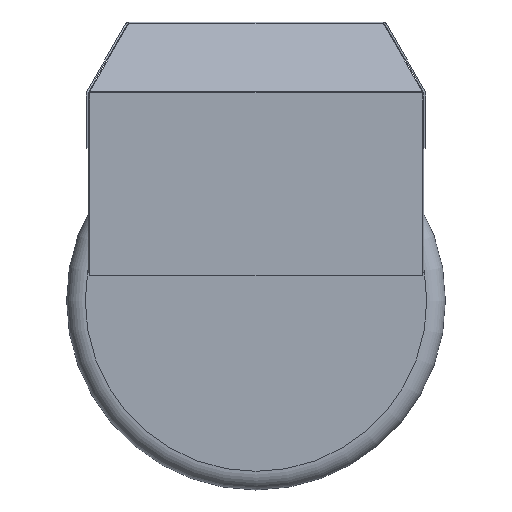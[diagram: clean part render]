
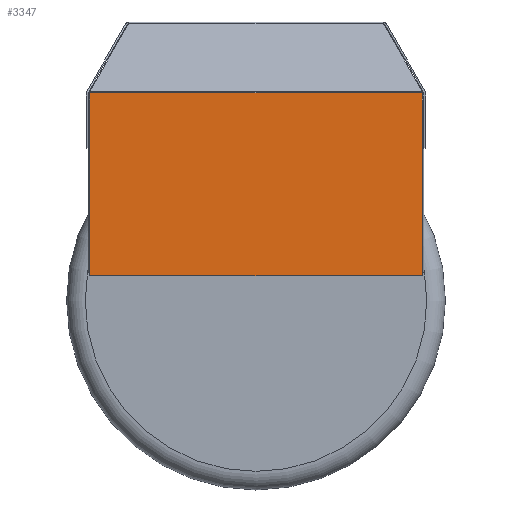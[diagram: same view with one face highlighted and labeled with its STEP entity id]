
A CAD part, front view. The second image highlights one B-rep face of the part: STEP entity #3347.
In plain terms, the highlighted planar face has unit normal (0, -1, 0).
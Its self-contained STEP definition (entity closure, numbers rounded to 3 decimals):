
#201=PLANE('',#3665);
#518=LINE('',#5704,#879);
#519=LINE('',#5706,#880);
#520=LINE('',#5708,#881);
#521=LINE('',#5709,#882);
#879=VECTOR('',#4466,10.);
#880=VECTOR('',#4467,10.);
#881=VECTOR('',#4468,10.);
#882=VECTOR('',#4469,10.);
#1182=FACE_OUTER_BOUND('',#1407,.T.);
#1407=EDGE_LOOP('',(#2943,#2944,#2945,#2946));
#1730=VERTEX_POINT('',#5702);
#1731=VERTEX_POINT('',#5703);
#1732=VERTEX_POINT('',#5705);
#1733=VERTEX_POINT('',#5707);
#2139=EDGE_CURVE('',#1730,#1731,#518,.T.);
#2140=EDGE_CURVE('',#1731,#1732,#519,.T.);
#2141=EDGE_CURVE('',#1732,#1733,#520,.T.);
#2142=EDGE_CURVE('',#1730,#1733,#521,.T.);
#2943=ORIENTED_EDGE('',*,*,#2139,.T.);
#2944=ORIENTED_EDGE('',*,*,#2140,.T.);
#2945=ORIENTED_EDGE('',*,*,#2141,.T.);
#2946=ORIENTED_EDGE('',*,*,#2142,.F.);
#3347=ADVANCED_FACE('',(#1182),#201,.F.);
#3665=AXIS2_PLACEMENT_3D('',#5701,#4464,#4465);
#4464=DIRECTION('center_axis',(0.,1.,0.));
#4465=DIRECTION('ref_axis',(-1.,0.,0.));
#4466=DIRECTION('',(-1.,0.,0.));
#4467=DIRECTION('',(0.,0.,-1.));
#4468=DIRECTION('',(1.,0.,0.));
#4469=DIRECTION('',(0.,0.,-1.));
#5701=CARTESIAN_POINT('Origin',(0.,-102.,
328.643));
#5702=CARTESIAN_POINT('',(178.586,-102.,425.864));
#5703=CARTESIAN_POINT('',(-178.586,-102.,425.864));
#5704=CARTESIAN_POINT('',(0.,-102.,425.864));
#5705=CARTESIAN_POINT('',(-178.586,-102.,230.));
#5706=CARTESIAN_POINT('',(-178.586,-102.,425.864));
#5707=CARTESIAN_POINT('',(178.586,-102.,230.));
#5708=CARTESIAN_POINT('',(-178.586,-102.,230.));
#5709=CARTESIAN_POINT('',(178.586,-102.,425.864));
